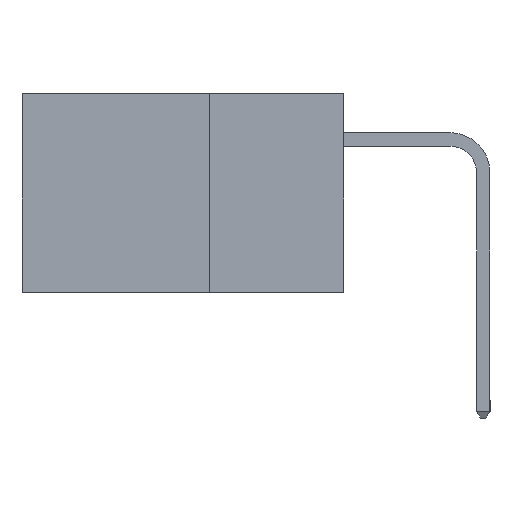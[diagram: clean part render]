
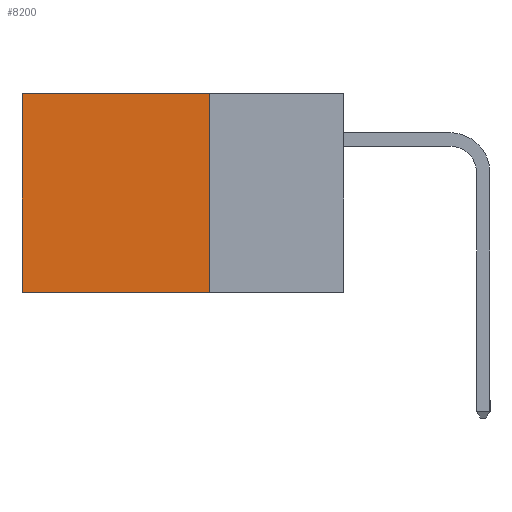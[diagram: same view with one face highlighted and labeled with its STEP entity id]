
A CAD part, left-side view. The second image highlights one B-rep face of the part: STEP entity #8200.
In plain terms, the highlighted planar face has unit normal (-1, 0, 0).
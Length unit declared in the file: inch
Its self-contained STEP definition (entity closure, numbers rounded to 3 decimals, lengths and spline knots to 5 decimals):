
#379 = DIRECTION ( 'NONE',  ( 0., 1., 0. ) ) ;
#468 = VERTEX_POINT ( 'NONE', #9138 ) ;
#2143 = CARTESIAN_POINT ( 'NONE',  ( 0.2615, 0.6, 0. ) ) ;
#2362 = DIRECTION ( 'NONE',  ( 1., 0., 0. ) ) ;
#2553 = DIRECTION ( 'NONE',  ( 0., 0., -1. ) ) ;
#2740 = EDGE_CURVE ( 'NONE', #9218, #468, #8508, .T. ) ;
#2848 = VECTOR ( 'NONE', #379, 39.37008 ) ;
#2940 = LINE ( 'NONE', #7420, #8949 ) ;
#3115 = LINE ( 'NONE', #6350, #2848 ) ;
#3615 = VERTEX_POINT ( 'NONE', #5341 ) ;
#4391 = EDGE_LOOP ( 'NONE', ( #6222, #6242, #6251, #6264 ) ) ;
#4882 = CARTESIAN_POINT ( 'NONE',  ( 0.2615, 0.25, -0.37 ) ) ;
#5341 = CARTESIAN_POINT ( 'NONE',  ( 0.2615, 0.6, -0.37 ) ) ;
#6222 = ORIENTED_EDGE ( 'NONE', *, *, #9497, .T. ) ;
#6242 = ORIENTED_EDGE ( 'NONE', *, *, #10015, .F. ) ;
#6251 = ORIENTED_EDGE ( 'NONE', *, *, #2740, .F. ) ;
#6264 = ORIENTED_EDGE ( 'NONE', *, *, #7471, .T. ) ;
#6323 = VECTOR ( 'NONE', #6897, 39.37008 ) ;
#6350 = CARTESIAN_POINT ( 'NONE',  ( 0.2615, 0.25, 0. ) ) ;
#6897 = DIRECTION ( 'NONE',  ( 0., 0., -1. ) ) ;
#7251 = CARTESIAN_POINT ( 'NONE',  ( 0.2615, 0.25, -0.37 ) ) ;
#7359 = CARTESIAN_POINT ( 'NONE',  ( 0.2615, 0.25, -0.37 ) ) ;
#7420 = CARTESIAN_POINT ( 'NONE',  ( 0.2615, 0.6, -0.37 ) ) ;
#7471 = EDGE_CURVE ( 'NONE', #9218, #9184, #3115, .T. ) ;
#7973 = DIRECTION ( 'NONE',  ( 0., 0., -1. ) ) ;
#8200 = ADVANCED_FACE ( 'NONE', ( #9077 ), #10101, .F. ) ;
#8508 = LINE ( 'NONE', #7359, #6323 ) ;
#8569 = CARTESIAN_POINT ( 'NONE',  ( 0.2615, 0.25, 0. ) ) ;
#8768 = DIRECTION ( 'NONE',  ( 0., 1., 0. ) ) ;
#8949 = VECTOR ( 'NONE', #2553, 39.37008 ) ;
#9077 = FACE_OUTER_BOUND ( 'NONE', #4391, .T. ) ;
#9138 = CARTESIAN_POINT ( 'NONE',  ( 0.2615, 0.25, -0.37 ) ) ;
#9184 = VERTEX_POINT ( 'NONE', #2143 ) ;
#9218 = VERTEX_POINT ( 'NONE', #8569 ) ;
#9497 = EDGE_CURVE ( 'NONE', #9184, #3615, #2940, .T. ) ;
#9498 = LINE ( 'NONE', #4882, #9942 ) ;
#9816 = AXIS2_PLACEMENT_3D ( 'NONE', #7251, #2362, #7973 ) ;
#9942 = VECTOR ( 'NONE', #8768, 39.37008 ) ;
#10015 = EDGE_CURVE ( 'NONE', #468, #3615, #9498, .T. ) ;
#10101 = PLANE ( 'NONE',  #9816 ) ;
